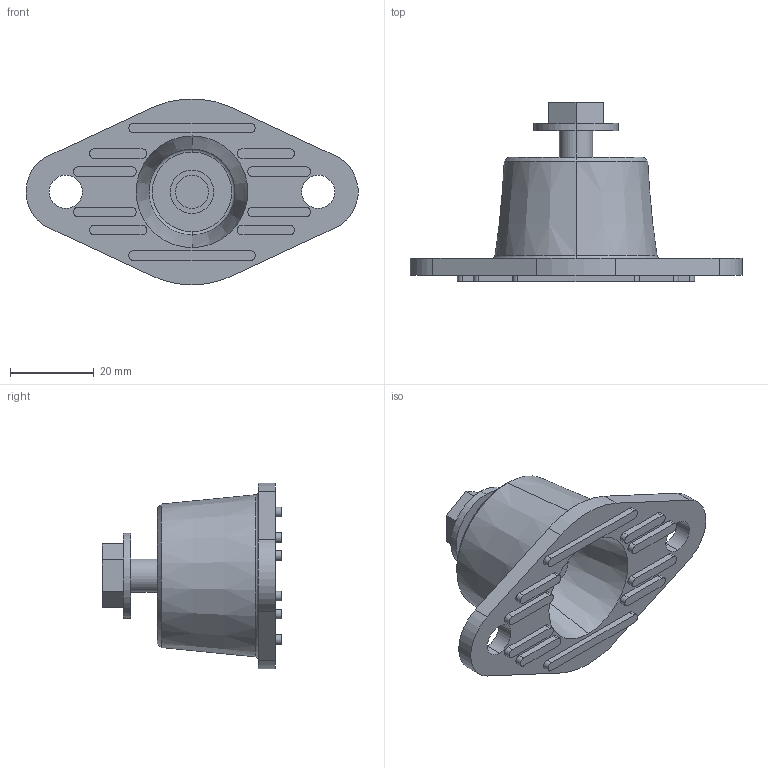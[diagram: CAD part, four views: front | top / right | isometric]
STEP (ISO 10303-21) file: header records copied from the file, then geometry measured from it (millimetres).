
FILE_DESCRIPTION (( 'STEP AP203' ), '1' );
FILE_NAME ('FMD 1-2-3.STEP', '2025-10-24T15:27:27', ( '' ), ( '' ), 'SwSTEP 2.0', 'SolidWorks 2016', '' );
FILE_SCHEMA (( 'CONFIG_CONTROL_DESIGN' ));
Length unit declared in the file: inch
Products named in the file (1): FMD 1-2-3
Bounding box: 79.3 x 42.93 x 44.37 mm (x, y, z)
Volume: 29445.1 mm3; surface area: 11786.8 mm2
Topology: 3 solids, 3 shells, 106 faces, 243 edges, 160 vertices
Faces by surface type: plane 53, cylinder 43, cone 6, torus 4
Entity records: 3110 total; most frequent: DIRECTION 561, CARTESIAN_POINT 510, ORIENTED_EDGE 486, EDGE_CURVE 243, AXIS2_PLACEMENT_3D 211, VERTEX_POINT 160, LINE 139, VECTOR 139
